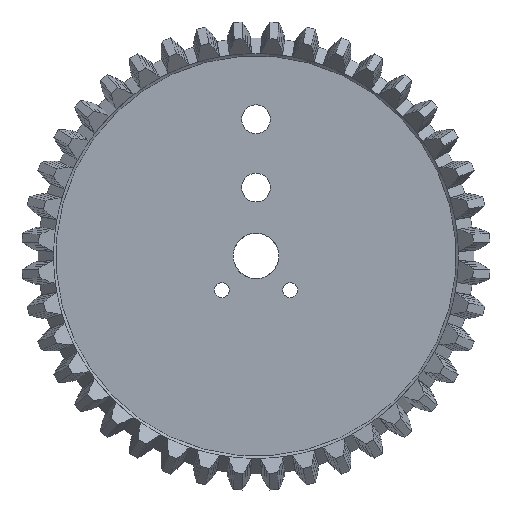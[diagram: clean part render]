
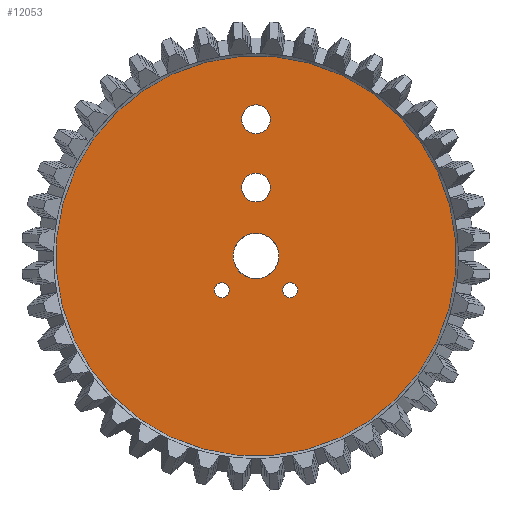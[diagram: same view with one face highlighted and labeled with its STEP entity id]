
A CAD part, front view. The second image highlights one B-rep face of the part: STEP entity #12053.
In plain terms, the highlighted planar face has unit normal (0, -1, 0).
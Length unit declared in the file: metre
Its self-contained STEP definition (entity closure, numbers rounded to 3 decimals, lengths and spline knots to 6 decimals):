
#3019=B_SPLINE_CURVE_WITH_KNOTS('',3,(#16623,#16624,#16625,#16626,#16627,
#16628,#16629,#16630,#16631,#16632,#16633,#16634,#16635,#16636,#16637,#16638,
#16639,#16640,#16641),.UNSPECIFIED.,.T.,.F.,(1,1,1,1,1,1,1,1,1,1,1,1,1,
1,1,1,1,1,1,1,1,1,1),(-0.190789,-0.128289,-0.065789,
0.,0.059375,0.121719,0.184211,0.246711,0.309211,0.371711,
0.434211,0.496711,0.559211,0.621711,
0.684211,0.746711,0.809211,0.871711,
0.934211,1.,1.059375,1.121719,1.184211),.UNSPECIFIED.);
#3260=ORIENTED_EDGE('',*,*,#6964,.T.);
#3261=ORIENTED_EDGE('',*,*,#6965,.T.);
#3262=ORIENTED_EDGE('',*,*,#6966,.F.);
#3263=ORIENTED_EDGE('',*,*,#6967,.F.);
#3264=ORIENTED_EDGE('',*,*,#6968,.T.);
#3265=ORIENTED_EDGE('',*,*,#6969,.T.);
#6964=EDGE_CURVE('',#8816,#8816,#10028,.T.);
#6965=EDGE_CURVE('',#8817,#8817,#10029,.T.);
#6966=EDGE_CURVE('',#8818,#8818,#3019,.F.);
#6967=EDGE_CURVE('',#8819,#8819,#10030,.T.);
#6968=EDGE_CURVE('',#8820,#8820,#10031,.T.);
#6969=EDGE_CURVE('',#8821,#8821,#10032,.T.);
#8816=VERTEX_POINT('',#16620);
#8817=VERTEX_POINT('',#16622);
#8818=VERTEX_POINT('',#16642);
#8819=VERTEX_POINT('',#16644);
#8820=VERTEX_POINT('',#16646);
#8821=VERTEX_POINT('',#16648);
#10028=CIRCLE('',#12716,0.00315);
#10029=CIRCLE('',#12717,0.00165);
#10030=CIRCLE('',#12718,0.043911);
#10031=CIRCLE('',#12719,0.00165);
#10032=CIRCLE('',#12720,0.00315);
#10119=EDGE_LOOP('',(#3260));
#10120=EDGE_LOOP('',(#3261));
#10121=EDGE_LOOP('',(#3262));
#10122=EDGE_LOOP('',(#3263));
#10123=EDGE_LOOP('',(#3264));
#10124=EDGE_LOOP('',(#3265));
#10785=FACE_BOUND('',#10119,.T.);
#10786=FACE_BOUND('',#10120,.T.);
#10787=FACE_BOUND('',#10121,.T.);
#10788=FACE_BOUND('',#10122,.T.);
#10789=FACE_BOUND('',#10123,.T.);
#10790=FACE_BOUND('',#10124,.T.);
#11451=PLANE('',#12715);
#12053=ADVANCED_FACE('',(#10785,#10786,#10787,#10788,#10789,#10790),#11451,
 .T.);
#12715=AXIS2_PLACEMENT_3D('',#16618,#13537,#13538);
#12716=AXIS2_PLACEMENT_3D('',#16619,#13539,#13540);
#12717=AXIS2_PLACEMENT_3D('',#16621,#13541,#13542);
#12718=AXIS2_PLACEMENT_3D('',#16643,#13543,#13544);
#12719=AXIS2_PLACEMENT_3D('',#16645,#13545,#13546);
#12720=AXIS2_PLACEMENT_3D('',#16647,#13547,#13548);
#13537=DIRECTION('',(0.,-1.,0.));
#13538=DIRECTION('',(0.997,0.,0.078));
#13539=DIRECTION('',(0.,1.,0.));
#13540=DIRECTION('',(0.,0.,1.));
#13541=DIRECTION('',(0.,1.,0.));
#13542=DIRECTION('',(0.,0.,1.));
#13543=DIRECTION('',(0.,1.,0.));
#13544=DIRECTION('',(-0.997,0.,-0.078));
#13545=DIRECTION('',(0.,1.,0.));
#13546=DIRECTION('',(0.,0.,1.));
#13547=DIRECTION('',(0.,1.,0.));
#13548=DIRECTION('',(0.,0.,1.));
#16618=CARTESIAN_POINT('',(0.021888,0.049018,0.095932));
#16619=CARTESIAN_POINT('',(0.,0.049018,0.10921));
#16620=CARTESIAN_POINT('',(0.,0.049018,0.11236));
#16621=CARTESIAN_POINT('',(-0.0075,0.049018,0.08671));
#16622=CARTESIAN_POINT('',(-0.0075,0.049018,0.08836));
#16623=CARTESIAN_POINT('',(0.004544,0.049018,0.096607));
#16624=CARTESIAN_POINT('',(0.005109,0.049018,0.094678));
#16625=CARTESIAN_POINT('',(0.004894,0.049018,0.092694));
#16626=CARTESIAN_POINT('',(0.003968,0.049018,0.090959));
#16627=CARTESIAN_POINT('',(0.002424,0.049018,0.089688));
#16628=CARTESIAN_POINT('',(0.000509,0.049018,0.089105));
#16629=CARTESIAN_POINT('',(-0.001483,0.049018,0.089299));
#16630=CARTESIAN_POINT('',(-0.003249,0.049018,0.09024));
#16631=CARTESIAN_POINT('',(-0.004521,0.049018,0.091786));
#16632=CARTESIAN_POINT('',(-0.005105,0.049018,0.0937));
#16633=CARTESIAN_POINT('',(-0.004911,0.049018,0.095693));
#16634=CARTESIAN_POINT('',(-0.00397,0.049018,0.097459));
#16635=CARTESIAN_POINT('',(-0.002424,0.049018,0.098731));
#16636=CARTESIAN_POINT('',(-0.000509,0.049018,0.099315));
#16637=CARTESIAN_POINT('',(0.001483,0.049018,0.099121));
#16638=CARTESIAN_POINT('',(0.003249,0.049018,0.098179));
#16639=CARTESIAN_POINT('',(0.004544,0.049018,0.096607));
#16640=CARTESIAN_POINT('',(0.005109,0.049018,0.094678));
#16641=CARTESIAN_POINT('',(0.004894,0.049018,0.092694));
#16642=CARTESIAN_POINT('',(0.004985,0.049018,0.094602));
#16643=CARTESIAN_POINT('',(0.,0.049018,0.09421));
#16644=CARTESIAN_POINT('',(-0.043776,0.049018,0.090764));
#16645=CARTESIAN_POINT('',(0.0075,0.049018,0.08671));
#16646=CARTESIAN_POINT('',(0.0075,0.049018,0.08836));
#16647=CARTESIAN_POINT('',(0.,0.049018,0.12421));
#16648=CARTESIAN_POINT('',(0.,0.049018,0.12736));
